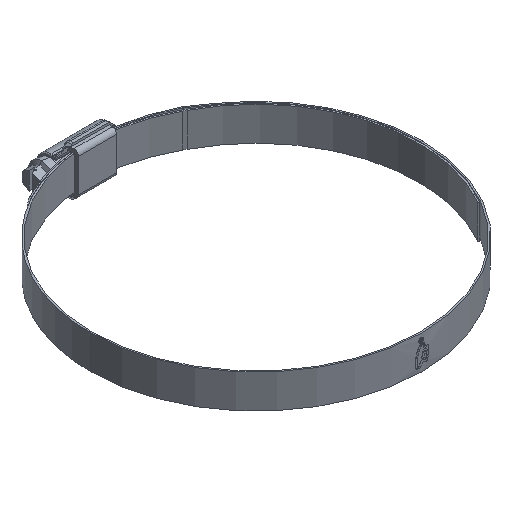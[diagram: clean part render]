
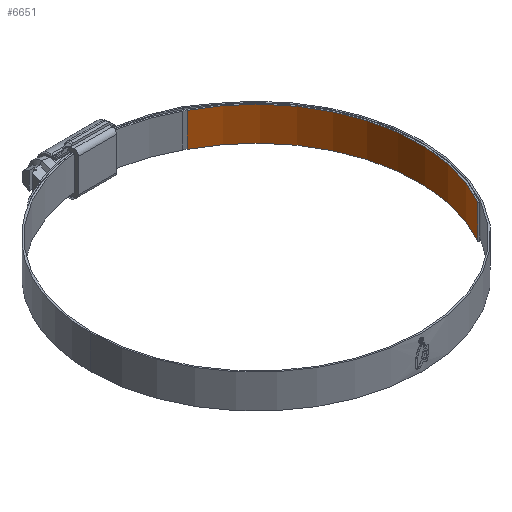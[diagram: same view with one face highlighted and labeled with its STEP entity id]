
A CAD part, isometric view. The second image highlights one B-rep face of the part: STEP entity #6651.
In plain terms, the highlighted cylindrical face has radius 76.5 mm (diameter 153 mm), a partial arc.
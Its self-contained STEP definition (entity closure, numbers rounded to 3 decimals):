
#303 = CARTESIAN_POINT ( 'NONE',  ( 35.28, 67.879, 7.95 ) ) ;
#522 = CIRCLE ( 'NONE', #3486, 76.5 ) ;
#709 = CIRCLE ( 'NONE', #3983, 76.5 ) ;
#1423 = DIRECTION ( 'NONE',  ( 0., 0., 1. ) ) ;
#1685 = DIRECTION ( 'NONE',  ( 0., 0., 1. ) ) ;
#1773 = EDGE_CURVE ( 'NONE', #7697, #5442, #3452, .T. ) ;
#1797 = VECTOR ( 'NONE', #8225, 1000. ) ;
#2196 = DIRECTION ( 'NONE',  ( 1., 0., 0. ) ) ;
#2618 = DIRECTION ( 'NONE',  ( 1., 0., 0. ) ) ;
#3452 = LINE ( 'NONE', #5809, #1797 ) ;
#3486 = AXIS2_PLACEMENT_3D ( 'NONE', #9705, #1685, #2618 ) ;
#3545 = VERTEX_POINT ( 'NONE', #8108 ) ;
#3650 = DIRECTION ( 'NONE',  ( 0., 0., -1. ) ) ;
#3758 = ORIENTED_EDGE ( 'NONE', *, *, #5160, .T. ) ;
#3983 = AXIS2_PLACEMENT_3D ( 'NONE', #9171, #1423, #2196 ) ;
#4820 = CARTESIAN_POINT ( 'NONE',  ( 0., 0., 7.95 ) ) ;
#4896 = ORIENTED_EDGE ( 'NONE', *, *, #7989, .T. ) ;
#5160 = EDGE_CURVE ( 'NONE', #7697, #6964, #522, .T. ) ;
#5396 = EDGE_CURVE ( 'NONE', #5442, #3545, #709, .T. ) ;
#5442 = VERTEX_POINT ( 'NONE', #7013 ) ;
#5809 = CARTESIAN_POINT ( 'NONE',  ( 66.251, -38.25, 7.95 ) ) ;
#6195 = CYLINDRICAL_SURFACE ( 'NONE', #6596, 76.5 ) ;
#6235 = ORIENTED_EDGE ( 'NONE', *, *, #1773, .F. ) ;
#6596 = AXIS2_PLACEMENT_3D ( 'NONE', #4820, #7954, #7022 ) ;
#6651 = ADVANCED_FACE ( 'NONE', ( #6978 ), #6195, .F. ) ;
#6722 = CARTESIAN_POINT ( 'NONE',  ( 35.28, 67.879, 7.95 ) ) ;
#6964 = VERTEX_POINT ( 'NONE', #303 ) ;
#6978 = FACE_OUTER_BOUND ( 'NONE', #10170, .T. ) ;
#7013 = CARTESIAN_POINT ( 'NONE',  ( 66.251, -38.25, -7.95 ) ) ;
#7022 = DIRECTION ( 'NONE',  ( -1., 0., 0. ) ) ;
#7587 = VECTOR ( 'NONE', #3650, 1000. ) ;
#7629 = ORIENTED_EDGE ( 'NONE', *, *, #5396, .F. ) ;
#7697 = VERTEX_POINT ( 'NONE', #9951 ) ;
#7954 = DIRECTION ( 'NONE',  ( 0., 0., -1. ) ) ;
#7989 = EDGE_CURVE ( 'NONE', #6964, #3545, #9879, .T. ) ;
#8108 = CARTESIAN_POINT ( 'NONE',  ( 35.28, 67.879, -7.95 ) ) ;
#8225 = DIRECTION ( 'NONE',  ( 0., 0., -1. ) ) ;
#9171 = CARTESIAN_POINT ( 'NONE',  ( 0., 0., -7.95 ) ) ;
#9705 = CARTESIAN_POINT ( 'NONE',  ( 0., 0., 7.95 ) ) ;
#9879 = LINE ( 'NONE', #6722, #7587 ) ;
#9951 = CARTESIAN_POINT ( 'NONE',  ( 66.251, -38.25, 7.95 ) ) ;
#10170 = EDGE_LOOP ( 'NONE', ( #7629, #6235, #3758, #4896 ) ) ;
